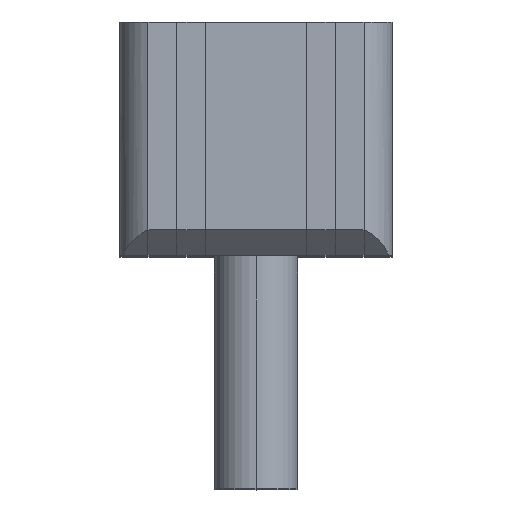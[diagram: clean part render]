
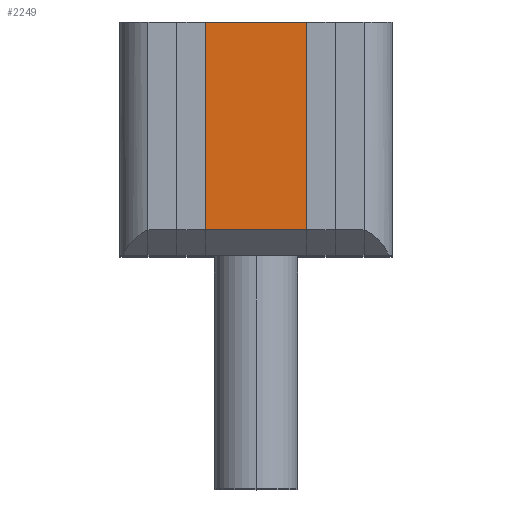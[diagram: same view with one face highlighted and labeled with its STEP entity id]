
A CAD part, top view. The second image highlights one B-rep face of the part: STEP entity #2249.
In plain terms, the highlighted planar face has unit normal (0, 0, 1).
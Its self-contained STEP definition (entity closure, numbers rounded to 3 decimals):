
#37 = DIRECTION ( 'NONE',  ( -1., 0., 0. ) ) ;
#110 = CARTESIAN_POINT ( 'NONE',  ( 2.6, 0., 30. ) ) ;
#1462 = EDGE_CURVE ( 'NONE', #2482, #6769, #7374, .T. ) ;
#2114 = ORIENTED_EDGE ( 'NONE', *, *, #7685, .T. ) ;
#2171 = VECTOR ( 'NONE', #6296, 1000. ) ;
#2249 = ADVANCED_FACE ( 'NONE', ( #4810 ), #3111, .F. ) ;
#2381 = DIRECTION ( 'NONE',  ( -1., 0., 0. ) ) ;
#2482 = VERTEX_POINT ( 'NONE', #7414 ) ;
#2627 = CARTESIAN_POINT ( 'NONE',  ( -2.6, 0., 30. ) ) ;
#2650 = VECTOR ( 'NONE', #2381, 1000. ) ;
#3111 = PLANE ( 'NONE',  #6561 ) ;
#3123 = CARTESIAN_POINT ( 'NONE',  ( -2.6, -4.2, 30. ) ) ;
#3391 = DIRECTION ( 'NONE',  ( 0., -1., 0. ) ) ;
#3468 = EDGE_LOOP ( 'NONE', ( #2114, #4084, #3503, #6046 ) ) ;
#3503 = ORIENTED_EDGE ( 'NONE', *, *, #1462, .F. ) ;
#3695 = DIRECTION ( 'NONE',  ( 0., -1., 0. ) ) ;
#3936 = LINE ( 'NONE', #2627, #4852 ) ;
#4084 = ORIENTED_EDGE ( 'NONE', *, *, #4618, .F. ) ;
#4618 = EDGE_CURVE ( 'NONE', #6769, #5054, #7288, .T. ) ;
#4810 = FACE_OUTER_BOUND ( 'NONE', #3468, .T. ) ;
#4852 = VECTOR ( 'NONE', #3391, 1000. ) ;
#4920 = DIRECTION ( 'NONE',  ( 0., 0., -1. ) ) ;
#4992 = CARTESIAN_POINT ( 'NONE',  ( 2.6, -4.2, 30. ) ) ;
#5054 = VERTEX_POINT ( 'NONE', #3123 ) ;
#5159 = VECTOR ( 'NONE', #3695, 1000. ) ;
#5619 = CARTESIAN_POINT ( 'NONE',  ( 2.6, 6.5, 30. ) ) ;
#5679 = EDGE_CURVE ( 'NONE', #2482, #6845, #5745, .T. ) ;
#5745 = LINE ( 'NONE', #5619, #2171 ) ;
#6046 = ORIENTED_EDGE ( 'NONE', *, *, #5679, .T. ) ;
#6257 = CARTESIAN_POINT ( 'NONE',  ( 2.6, 0., 30. ) ) ;
#6296 = DIRECTION ( 'NONE',  ( -1., 0., 0. ) ) ;
#6561 = AXIS2_PLACEMENT_3D ( 'NONE', #110, #4920, #37 ) ;
#6769 = VERTEX_POINT ( 'NONE', #4992 ) ;
#6845 = VERTEX_POINT ( 'NONE', #6975 ) ;
#6975 = CARTESIAN_POINT ( 'NONE',  ( -2.6, 6.5, 30. ) ) ;
#7211 = CARTESIAN_POINT ( 'NONE',  ( 2.6, -4.2, 30. ) ) ;
#7288 = LINE ( 'NONE', #7211, #2650 ) ;
#7374 = LINE ( 'NONE', #6257, #5159 ) ;
#7414 = CARTESIAN_POINT ( 'NONE',  ( 2.6, 6.5, 30. ) ) ;
#7685 = EDGE_CURVE ( 'NONE', #6845, #5054, #3936, .T. ) ;
